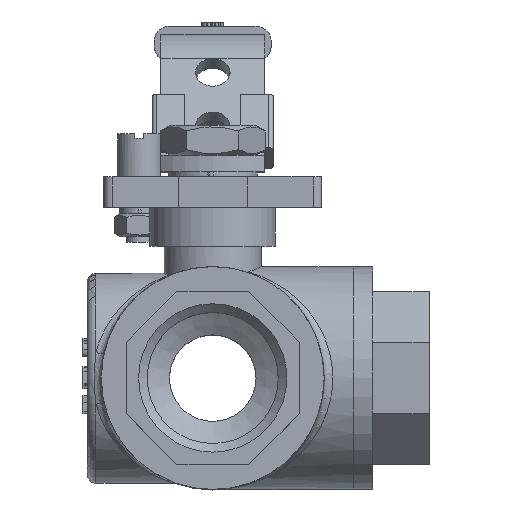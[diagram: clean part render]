
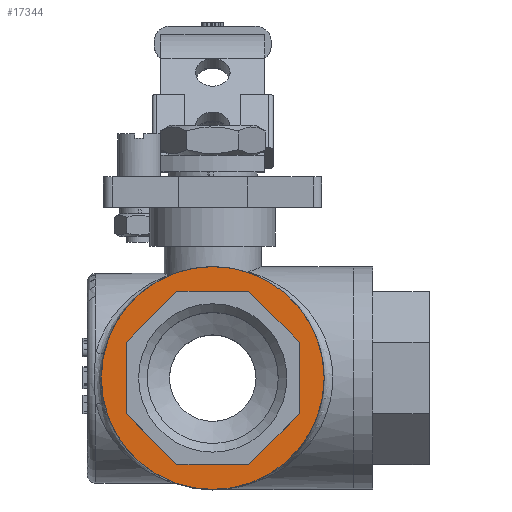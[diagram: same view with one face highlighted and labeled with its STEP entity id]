
A CAD part, top view. The second image highlights one B-rep face of the part: STEP entity #17344.
In plain terms, the highlighted planar face has unit normal (0, 0, 1).
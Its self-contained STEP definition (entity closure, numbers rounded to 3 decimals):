
#107=FACE_BOUND('',#3115,.T.);
#1351=PLANE('',#18207);
#2143=FACE_OUTER_BOUND('',#3114,.T.);
#3114=EDGE_LOOP('',(#13317));
#3115=EDGE_LOOP('',(#13318,#13319,#13320,#13321,#13322,#13323,#13324,#13325));
#4369=LINE('',#27248,#5937);
#4372=LINE('',#27253,#5940);
#4374=LINE('',#27257,#5942);
#4376=LINE('',#27261,#5944);
#4378=LINE('',#27265,#5946);
#4380=LINE('',#27269,#5948);
#4382=LINE('',#27273,#5950);
#4384=LINE('',#27276,#5952);
#5937=VECTOR('',#20014,10.);
#5940=VECTOR('',#20019,10.);
#5942=VECTOR('',#20023,10.);
#5944=VECTOR('',#20027,10.);
#5946=VECTOR('',#20031,10.);
#5948=VECTOR('',#20035,10.);
#5950=VECTOR('',#20039,10.);
#5952=VECTOR('',#20043,10.);
#6872=CIRCLE('',#18204,25.75);
#7739=VERTEX_POINT('',#27246);
#7740=VERTEX_POINT('',#27247);
#7741=VERTEX_POINT('',#27252);
#7742=VERTEX_POINT('',#27256);
#7743=VERTEX_POINT('',#27260);
#7744=VERTEX_POINT('',#27264);
#7745=VERTEX_POINT('',#27268);
#7746=VERTEX_POINT('',#27272);
#7747=VERTEX_POINT('',#27278);
#9733=EDGE_CURVE('',#7739,#7740,#4369,.T.);
#9736=EDGE_CURVE('',#7740,#7741,#4372,.T.);
#9738=EDGE_CURVE('',#7741,#7742,#4374,.T.);
#9740=EDGE_CURVE('',#7742,#7743,#4376,.T.);
#9742=EDGE_CURVE('',#7743,#7744,#4378,.T.);
#9744=EDGE_CURVE('',#7744,#7745,#4380,.T.);
#9746=EDGE_CURVE('',#7745,#7746,#4382,.T.);
#9748=EDGE_CURVE('',#7746,#7739,#4384,.T.);
#9749=EDGE_CURVE('',#7747,#7747,#6872,.T.);
#13317=ORIENTED_EDGE('',*,*,#9749,.T.);
#13318=ORIENTED_EDGE('',*,*,#9733,.T.);
#13319=ORIENTED_EDGE('',*,*,#9736,.T.);
#13320=ORIENTED_EDGE('',*,*,#9738,.T.);
#13321=ORIENTED_EDGE('',*,*,#9740,.T.);
#13322=ORIENTED_EDGE('',*,*,#9742,.T.);
#13323=ORIENTED_EDGE('',*,*,#9744,.T.);
#13324=ORIENTED_EDGE('',*,*,#9746,.T.);
#13325=ORIENTED_EDGE('',*,*,#9748,.T.);
#17344=ADVANCED_FACE('',(#2143,#107),#1351,.T.);
#18204=AXIS2_PLACEMENT_3D('',#27279,#20046,#20047);
#18207=AXIS2_PLACEMENT_3D('',#27284,#20053,#20054);
#20014=DIRECTION('',(0.,1.,0.));
#20019=DIRECTION('',(0.707,0.707,0.));
#20023=DIRECTION('',(1.,0.,0.));
#20027=DIRECTION('',(0.707,-0.707,0.));
#20031=DIRECTION('',(0.,-1.,0.));
#20035=DIRECTION('',(-0.707,-0.707,0.));
#20039=DIRECTION('',(-1.,0.,0.));
#20043=DIRECTION('',(-0.707,0.707,0.));
#20046=DIRECTION('center_axis',(0.,0.,1.));
#20047=DIRECTION('ref_axis',(1.,0.,0.));
#20053=DIRECTION('center_axis',(0.,0.,1.));
#20054=DIRECTION('ref_axis',(-1.,0.,0.));
#27246=CARTESIAN_POINT('',(-20.,-8.284,37.));
#27247=CARTESIAN_POINT('',(-20.,8.284,37.));
#27248=CARTESIAN_POINT('',(-20.,4.142,37.));
#27252=CARTESIAN_POINT('',(-8.284,20.,37.));
#27253=CARTESIAN_POINT('',(-11.213,17.071,37.));
#27256=CARTESIAN_POINT('',(8.284,20.,37.));
#27257=CARTESIAN_POINT('',(4.142,20.,37.));
#27260=CARTESIAN_POINT('',(20.,8.284,37.));
#27261=CARTESIAN_POINT('',(17.071,11.213,37.));
#27264=CARTESIAN_POINT('',(20.,-8.284,37.));
#27265=CARTESIAN_POINT('',(20.,-4.142,37.));
#27268=CARTESIAN_POINT('',(8.284,-20.,37.));
#27269=CARTESIAN_POINT('',(11.213,-17.071,37.));
#27272=CARTESIAN_POINT('',(-8.284,-20.,37.));
#27273=CARTESIAN_POINT('',(-4.142,-20.,37.));
#27276=CARTESIAN_POINT('',(-17.071,-11.213,37.));
#27278=CARTESIAN_POINT('',(-25.75,0.,37.));
#27279=CARTESIAN_POINT('Origin',(0.,0.,37.));
#27284=CARTESIAN_POINT('Origin',(0.,0.,37.));
